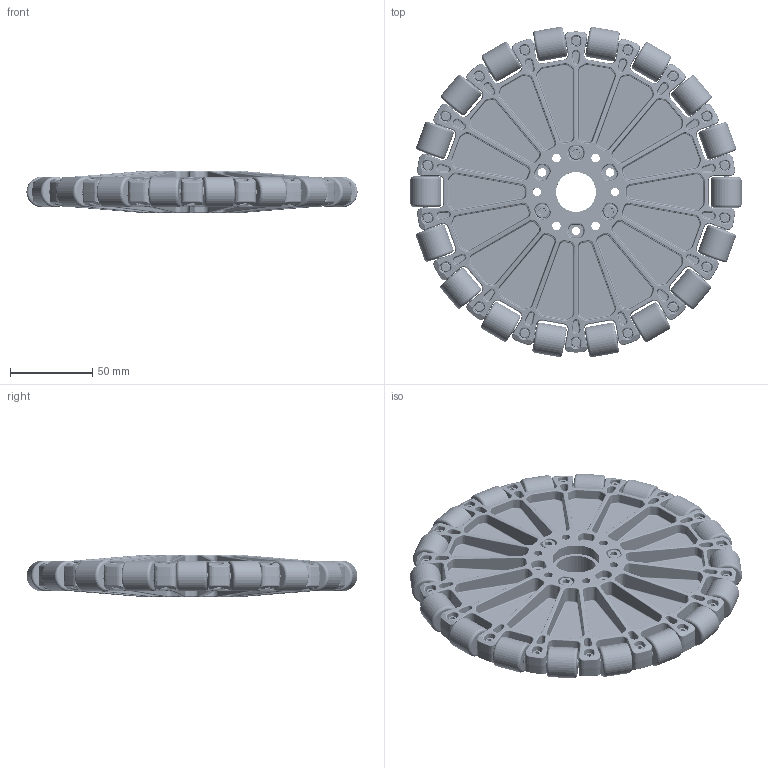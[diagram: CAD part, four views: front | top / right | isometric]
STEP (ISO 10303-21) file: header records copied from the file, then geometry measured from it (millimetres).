
FILE_DESCRIPTION (( 'STEP AP214' ), '1' );
FILE_NAME ('am-0048 8in Plastic Omni Wheel.STEP', '2020-01-07T18:05:03', ( '' ), ( '' ), 'SwSTEP 2.0', 'SolidWorks 2019', '' );
FILE_SCHEMA (( 'AUTOMOTIVE_DESIGN' ));
Length unit declared in the file: inch
Products named in the file (143): Bushing Omni; Roller Rubber Omni; Axel Omni; SHCS M5 x 20mm; SHCS M3 x 10mm; Omni roller; M3 x 0.5 Nylock Nut; 8 Molded Trick Plate; M5 Nylock Nut; am-0048 8in Plastic Omni Wheel
Assembly tree (134 placements, depth 3):
  Bushing Omni
  Roller Rubber Omni
  Roller Rubber Omni
  Axel Omni
  SHCS M5 x 20mm
Bounding box: 201.66 x 201.37 x 25.4 mm (x, y, z)
Volume: 342261.4 mm3; surface area: 211611.6 mm2
Topology: 116 solids, 116 shells, 6458 faces, 15352 edges, 9262 vertices
Faces by surface type: torus 1426, plane 1314, cylinder 1276, bspline 1224, cone 1218
Entity records: 99795 total; most frequent: CARTESIAN_POINT 40715, ORIENTED_EDGE 12454, DIRECTION 11502, EDGE_CURVE 6227, AXIS2_PLACEMENT_3D 4907, VERTEX_POINT 3754, CIRCLE 2840, EDGE_LOOP 2627
